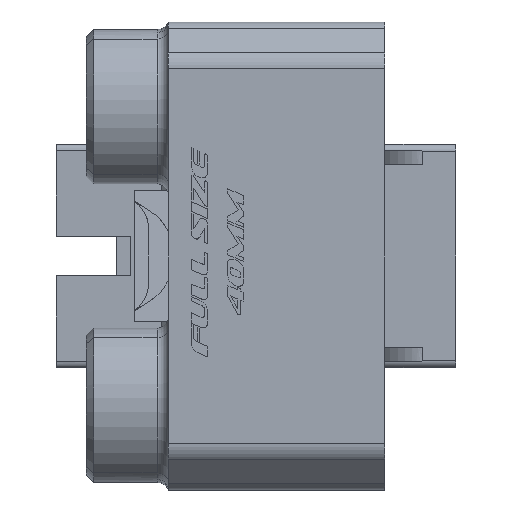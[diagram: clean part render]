
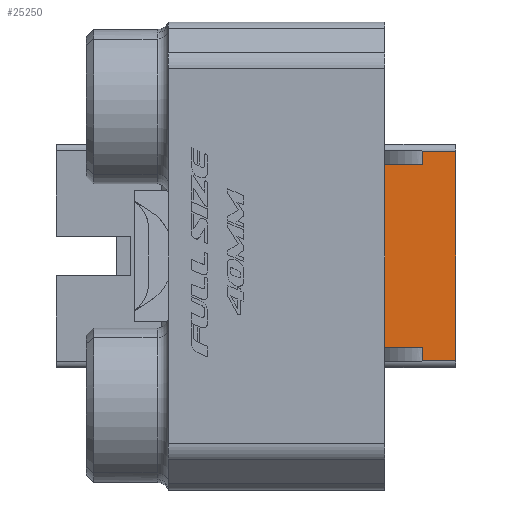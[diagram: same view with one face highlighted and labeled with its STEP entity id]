
A CAD part, left-side view. The second image highlights one B-rep face of the part: STEP entity #25250.
In plain terms, the highlighted planar face has unit normal (-1, 0, 0).
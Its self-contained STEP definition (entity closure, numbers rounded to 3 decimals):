
#1489 = EDGE_CURVE ( 'NONE', #25231, #7160, #23828, .T. ) ;
#1829 = EDGE_CURVE ( 'NONE', #12978, #7160, #2460, .T. ) ;
#1883 = DIRECTION ( 'NONE',  ( 0., -1., 0. ) ) ;
#2072 = CARTESIAN_POINT ( 'NONE',  ( 13., -9.5, -14. ) ) ;
#2180 = VERTEX_POINT ( 'NONE', #37967 ) ;
#2460 = LINE ( 'NONE', #11495, #13876 ) ;
#4431 = VECTOR ( 'NONE', #15674, 1000. ) ;
#5156 = ORIENTED_EDGE ( 'NONE', *, *, #1829, .T. ) ;
#6651 = ORIENTED_EDGE ( 'NONE', *, *, #22295, .F. ) ;
#7160 = VERTEX_POINT ( 'NONE', #24100 ) ;
#8494 = LINE ( 'NONE', #13894, #35147 ) ;
#9544 = VECTOR ( 'NONE', #17147, 1000. ) ;
#10093 = EDGE_CURVE ( 'NONE', #23811, #20443, #23844, .T. ) ;
#11097 = EDGE_CURVE ( 'NONE', #2180, #12978, #21322, .T. ) ;
#11495 = CARTESIAN_POINT ( 'NONE',  ( 13., 0., 12.2 ) ) ;
#12153 = CARTESIAN_POINT ( 'NONE',  ( 13., -11.5, -14. ) ) ;
#12316 = VERTEX_POINT ( 'NONE', #15955 ) ;
#12677 = DIRECTION ( 'NONE',  ( 0., 0., -1. ) ) ;
#12874 = DIRECTION ( 'NONE',  ( 1., 0., 0. ) ) ;
#12978 = VERTEX_POINT ( 'NONE', #23749 ) ;
#13413 = AXIS2_PLACEMENT_3D ( 'NONE', #24771, #12874, #12677 ) ;
#13546 = VECTOR ( 'NONE', #28910, 1000. ) ;
#13876 = VECTOR ( 'NONE', #14767, 1000. ) ;
#13894 = CARTESIAN_POINT ( 'NONE',  ( 13., -9.5, 14. ) ) ;
#14767 = DIRECTION ( 'NONE',  ( 0., 1., 0. ) ) ;
#15199 = PLANE ( 'NONE',  #13413 ) ;
#15674 = DIRECTION ( 'NONE',  ( 0., 0., 1. ) ) ;
#15955 = CARTESIAN_POINT ( 'NONE',  ( 13., -7.074, -14. ) ) ;
#17147 = DIRECTION ( 'NONE',  ( 0., 0., 1. ) ) ;
#17207 = LINE ( 'NONE', #31786, #13546 ) ;
#17540 = DIRECTION ( 'NONE',  ( 0., 1., 0. ) ) ;
#18407 = ORIENTED_EDGE ( 'NONE', *, *, #19356, .T. ) ;
#18453 = CARTESIAN_POINT ( 'NONE',  ( 13., -7.074, 14.2 ) ) ;
#19356 = EDGE_CURVE ( 'NONE', #12316, #23811, #37429, .T. ) ;
#19393 = ORIENTED_EDGE ( 'NONE', *, *, #36681, .F. ) ;
#20126 = VECTOR ( 'NONE', #24394, 1000. ) ;
#20443 = VERTEX_POINT ( 'NONE', #35670 ) ;
#20924 = LINE ( 'NONE', #29569, #4431 ) ;
#21322 = LINE ( 'NONE', #18453, #20126 ) ;
#21579 = EDGE_LOOP ( 'NONE', ( #5156, #28021, #19393, #6651, #18407, #33699, #35977, #35134 ) ) ;
#22295 = EDGE_CURVE ( 'NONE', #12316, #23414, #20924, .T. ) ;
#22703 = EDGE_CURVE ( 'NONE', #20443, #2180, #8494, .T. ) ;
#23186 = VECTOR ( 'NONE', #29945, 1000. ) ;
#23414 = VERTEX_POINT ( 'NONE', #37424 ) ;
#23749 = CARTESIAN_POINT ( 'NONE',  ( 13., -7.074, 12.2 ) ) ;
#23811 = VERTEX_POINT ( 'NONE', #12153 ) ;
#23828 = LINE ( 'NONE', #32655, #23186 ) ;
#23844 = LINE ( 'NONE', #31730, #9544 ) ;
#24100 = CARTESIAN_POINT ( 'NONE',  ( 13., -2., 12.2 ) ) ;
#24394 = DIRECTION ( 'NONE',  ( 0., 0., -1. ) ) ;
#24584 = FACE_OUTER_BOUND ( 'NONE', #21579, .T. ) ;
#24771 = CARTESIAN_POINT ( 'NONE',  ( 13., -9.5, 0. ) ) ;
#25231 = VERTEX_POINT ( 'NONE', #29963 ) ;
#25250 = ADVANCED_FACE ( 'NONE', ( #24584 ), #15199, .F. ) ;
#28021 = ORIENTED_EDGE ( 'NONE', *, *, #1489, .F. ) ;
#28910 = DIRECTION ( 'NONE',  ( 0., 1., 0. ) ) ;
#29569 = CARTESIAN_POINT ( 'NONE',  ( 13., -7.074, -14.2 ) ) ;
#29945 = DIRECTION ( 'NONE',  ( 0., 0., 1. ) ) ;
#29963 = CARTESIAN_POINT ( 'NONE',  ( 13., -2., -12.2 ) ) ;
#31445 = VECTOR ( 'NONE', #1883, 1000. ) ;
#31730 = CARTESIAN_POINT ( 'NONE',  ( 13., -11.5, 0. ) ) ;
#31786 = CARTESIAN_POINT ( 'NONE',  ( 13., 0., -12.2 ) ) ;
#32655 = CARTESIAN_POINT ( 'NONE',  ( 13., -2., -12.2 ) ) ;
#33699 = ORIENTED_EDGE ( 'NONE', *, *, #10093, .T. ) ;
#35134 = ORIENTED_EDGE ( 'NONE', *, *, #11097, .T. ) ;
#35147 = VECTOR ( 'NONE', #17540, 1000. ) ;
#35670 = CARTESIAN_POINT ( 'NONE',  ( 13., -11.5, 14. ) ) ;
#35977 = ORIENTED_EDGE ( 'NONE', *, *, #22703, .T. ) ;
#36681 = EDGE_CURVE ( 'NONE', #23414, #25231, #17207, .T. ) ;
#37424 = CARTESIAN_POINT ( 'NONE',  ( 13., -7.074, -12.2 ) ) ;
#37429 = LINE ( 'NONE', #2072, #31445 ) ;
#37967 = CARTESIAN_POINT ( 'NONE',  ( 13., -7.074, 14. ) ) ;
